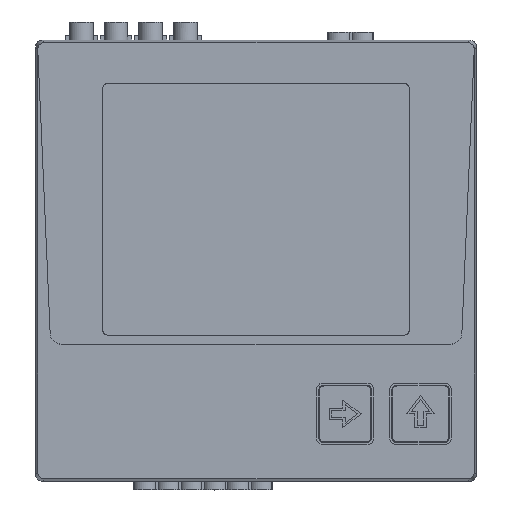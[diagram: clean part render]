
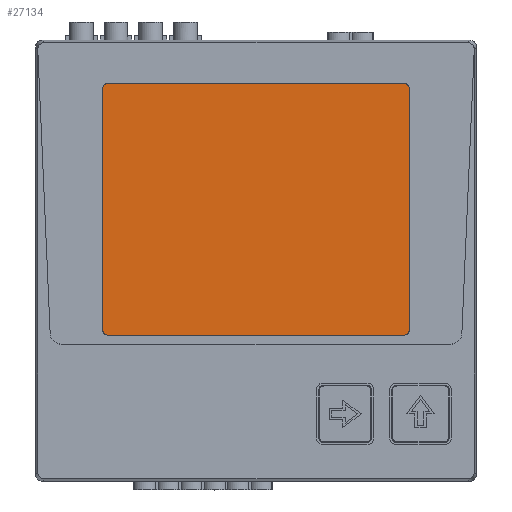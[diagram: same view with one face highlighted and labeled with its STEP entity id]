
A CAD part, top view. The second image highlights one B-rep face of the part: STEP entity #27134.
In plain terms, the highlighted planar face has unit normal (0, 0, 1).
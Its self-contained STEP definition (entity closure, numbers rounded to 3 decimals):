
#26879=AXIS2_PLACEMENT_3D('Circle Axis2P3D',#26877,#26878,$) ;
#26957=AXIS2_PLACEMENT_3D('Circle Axis2P3D',#26955,#26956,$) ;
#27021=AXIS2_PLACEMENT_3D('Circle Axis2P3D',#27019,#27020,$) ;
#27085=AXIS2_PLACEMENT_3D('Circle Axis2P3D',#27083,#27084,$) ;
#27122=AXIS2_PLACEMENT_3D('Plane Axis2P3D',#27119,#27120,#27121) ;
#26874=CARTESIAN_POINT('Vertex',(14.75,87.85,78.05)) ;
#26877=CARTESIAN_POINT('Axis2P3D Location',(15.75,87.85,78.05)) ;
#26881=CARTESIAN_POINT('Vertex',(15.75,88.85,78.05)) ;
#26920=CARTESIAN_POINT('Vertex',(14.75,34.85,78.05)) ;
#26923=CARTESIAN_POINT('Line Origine',(14.75,61.35,78.05)) ;
#26952=CARTESIAN_POINT('Vertex',(15.75,33.85,78.05)) ;
#26955=CARTESIAN_POINT('Axis2P3D Location',(15.75,34.85,78.05)) ;
#26984=CARTESIAN_POINT('Vertex',(80.75,33.85,78.05)) ;
#26987=CARTESIAN_POINT('Line Origine',(48.25,33.85,78.05)) ;
#27016=CARTESIAN_POINT('Vertex',(81.75,34.85,78.05)) ;
#27019=CARTESIAN_POINT('Axis2P3D Location',(80.75,34.85,78.05)) ;
#27048=CARTESIAN_POINT('Vertex',(81.75,87.85,78.05)) ;
#27051=CARTESIAN_POINT('Line Origine',(81.75,61.35,78.05)) ;
#27080=CARTESIAN_POINT('Vertex',(80.75,88.85,78.05)) ;
#27083=CARTESIAN_POINT('Axis2P3D Location',(80.75,87.85,78.05)) ;
#27106=CARTESIAN_POINT('Line Origine',(48.25,88.85,78.05)) ;
#27119=CARTESIAN_POINT('Axis2P3D Location',(0.,0.,78.05)) ;
#26878=DIRECTION('Axis2P3D Direction',(0.,0.,1.)) ;
#26924=DIRECTION('Vector Direction',(0.,-1.,0.)) ;
#26956=DIRECTION('Axis2P3D Direction',(0.,0.,1.)) ;
#26988=DIRECTION('Vector Direction',(-1.,0.,0.)) ;
#27020=DIRECTION('Axis2P3D Direction',(0.,0.,1.)) ;
#27052=DIRECTION('Vector Direction',(0.,1.,0.)) ;
#27084=DIRECTION('Axis2P3D Direction',(0.,0.,1.)) ;
#27107=DIRECTION('Vector Direction',(1.,0.,0.)) ;
#27120=DIRECTION('Axis2P3D Direction',(0.,0.,1.)) ;
#27121=DIRECTION('Axis2P3D XDirection',(1.,0.,0.)) ;
#26925=VECTOR('Line Direction',#26924,1.) ;
#26989=VECTOR('Line Direction',#26988,1.) ;
#27053=VECTOR('Line Direction',#27052,1.) ;
#27108=VECTOR('Line Direction',#27107,1.) ;
#27125=ORIENTED_EDGE('',*,*,#26883,.T.) ;
#27126=ORIENTED_EDGE('',*,*,#26927,.T.) ;
#27127=ORIENTED_EDGE('',*,*,#26959,.T.) ;
#27128=ORIENTED_EDGE('',*,*,#26991,.T.) ;
#27129=ORIENTED_EDGE('',*,*,#27023,.T.) ;
#27130=ORIENTED_EDGE('',*,*,#27055,.T.) ;
#27131=ORIENTED_EDGE('',*,*,#27087,.T.) ;
#27132=ORIENTED_EDGE('',*,*,#27110,.T.) ;
#27134=ADVANCED_FACE('MONITOR',(#27133),#27123,.T.) ;
#26880=CIRCLE('generated circle',#26879,1.) ;
#26958=CIRCLE('generated circle',#26957,1.) ;
#27022=CIRCLE('generated circle',#27021,1.) ;
#27086=CIRCLE('generated circle',#27085,1.) ;
#26883=EDGE_CURVE('',#26882,#26875,#26880,.T.) ;
#26927=EDGE_CURVE('',#26875,#26921,#26926,.T.) ;
#26959=EDGE_CURVE('',#26921,#26953,#26958,.T.) ;
#26991=EDGE_CURVE('',#26953,#26985,#26990,.F.) ;
#27023=EDGE_CURVE('',#26985,#27017,#27022,.T.) ;
#27055=EDGE_CURVE('',#27017,#27049,#27054,.T.) ;
#27087=EDGE_CURVE('',#27049,#27081,#27086,.T.) ;
#27110=EDGE_CURVE('',#27081,#26882,#27109,.F.) ;
#27124=EDGE_LOOP('',(#27125,#27126,#27127,#27128,#27129,#27130,#27131,#27132)) ;
#27133=FACE_OUTER_BOUND('',#27124,.T.) ;
#26926=LINE('Line',#26923,#26925) ;
#26990=LINE('Line',#26987,#26989) ;
#27054=LINE('Line',#27051,#27053) ;
#27109=LINE('Line',#27106,#27108) ;
#27123=PLANE('',#27122) ;
#26875=VERTEX_POINT('',#26874) ;
#26882=VERTEX_POINT('',#26881) ;
#26921=VERTEX_POINT('',#26920) ;
#26953=VERTEX_POINT('',#26952) ;
#26985=VERTEX_POINT('',#26984) ;
#27017=VERTEX_POINT('',#27016) ;
#27049=VERTEX_POINT('',#27048) ;
#27081=VERTEX_POINT('',#27080) ;
